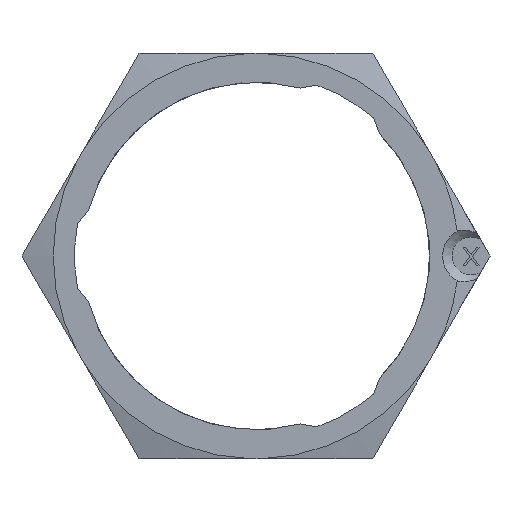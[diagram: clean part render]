
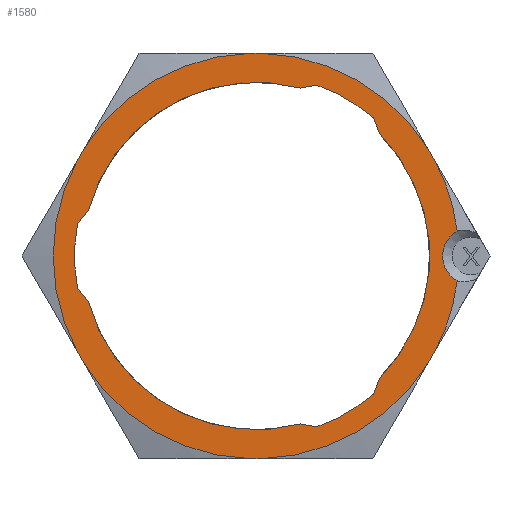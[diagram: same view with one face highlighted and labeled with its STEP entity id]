
A CAD part, left-side view. The second image highlights one B-rep face of the part: STEP entity #1580.
In plain terms, the highlighted planar face has unit normal (-1, 0, 0).
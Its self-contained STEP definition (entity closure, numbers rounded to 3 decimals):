
#1=DIRECTION('',(0.,0.5,-0.866));
#2=VECTOR('',#1,1.347);
#3=CARTESIAN_POINT('',(-3.175,-18.87,-10.117));
#4=LINE('',#3,#2);
#5=CARTESIAN_POINT('',(-3.175,0.,0.));
#6=DIRECTION('',(-1.,0.,0.));
#7=DIRECTION('',(0.,-0.031,-1.));
#8=AXIS2_PLACEMENT_3D('',#5,#6,#7);
#10=DIRECTION('',(0.,1.,0.));
#11=VECTOR('',#10,1.347);
#12=CARTESIAN_POINT('',(-3.175,-0.673,-21.4));
#13=LINE('',#12,#11);
#14=CARTESIAN_POINT('',(-3.175,0.,0.));
#15=DIRECTION('',(-1.,0.,0.));
#16=DIRECTION('',(0.,0.85,-0.527));
#17=AXIS2_PLACEMENT_3D('',#14,#15,#16);
#19=DIRECTION('',(0.,0.5,0.866));
#20=VECTOR('',#19,1.347);
#21=CARTESIAN_POINT('',(-3.175,18.196,-11.283));
#22=LINE('',#21,#20);
#23=DIRECTION('',(0.,-0.5,0.866));
#24=VECTOR('',#23,1.347);
#25=CARTESIAN_POINT('',(-3.175,18.87,10.117));
#26=LINE('',#25,#24);
#27=CARTESIAN_POINT('',(-3.175,0.,0.));
#28=DIRECTION('',(-1.,0.,0.));
#29=DIRECTION('',(0.,0.031,1.));
#30=AXIS2_PLACEMENT_3D('',#27,#28,#29);
#32=DIRECTION('',(0.,-1.,0.));
#33=VECTOR('',#32,1.347);
#34=CARTESIAN_POINT('',(-3.175,0.673,21.4));
#35=LINE('',#34,#33);
#36=CARTESIAN_POINT('',(-3.175,0.,0.));
#37=DIRECTION('',(-1.,0.,0.));
#38=DIRECTION('',(0.,-0.85,0.527));
#39=AXIS2_PLACEMENT_3D('',#36,#37,#38);
#41=DIRECTION('',(0.,-0.5,-0.866));
#42=VECTOR('',#41,1.347);
#43=CARTESIAN_POINT('',(-3.175,-18.196,11.283));
#44=LINE('',#43,#42);
#45=CARTESIAN_POINT('',(-3.175,0.,0.));
#46=DIRECTION('',(-1.,0.,0.));
#47=DIRECTION('',(0.,-0.336,-0.942));
#48=AXIS2_PLACEMENT_3D('',#45,#46,#47);
#50=DIRECTION('',(0.,-0.352,0.936));
#51=VECTOR('',#50,1.81);
#52=CARTESIAN_POINT('',(-3.175,-12.398,-14.595));
#53=LINE('',#52,#51);
#54=CARTESIAN_POINT('',(-3.175,0.,0.));
#55=DIRECTION('',(-1.,0.,0.));
#56=DIRECTION('',(0.,-0.711,-0.703));
#57=AXIS2_PLACEMENT_3D('',#54,#55,#56);
#59=DIRECTION('',(0.,0.352,0.936));
#60=VECTOR('',#59,1.81);
#61=CARTESIAN_POINT('',(-3.175,-13.036,12.9));
#62=LINE('',#61,#60);
#63=CARTESIAN_POINT('',(-3.175,0.,0.));
#64=DIRECTION('',(-1.,0.,0.));
#65=DIRECTION('',(0.,-0.647,0.762));
#66=AXIS2_PLACEMENT_3D('',#63,#64,#65);
#68=DIRECTION('',(0.,0.987,-0.163));
#69=VECTOR('',#68,1.81);
#70=CARTESIAN_POINT('',(-3.175,-6.44,18.035));
#71=LINE('',#70,#69);
#72=CARTESIAN_POINT('',(-3.175,0.,0.));
#73=DIRECTION('',(-1.,0.,0.));
#74=DIRECTION('',(0.,-0.254,0.967));
#75=AXIS2_PLACEMENT_3D('',#72,#73,#74);
#77=DIRECTION('',(0.,0.634,-0.773));
#78=VECTOR('',#77,1.81);
#79=CARTESIAN_POINT('',(-3.175,17.69,4.839));
#80=LINE('',#79,#78);
#81=CARTESIAN_POINT('',(-3.175,0.,0.));
#82=DIRECTION('',(-1.,0.,0.));
#83=DIRECTION('',(0.,0.984,0.18));
#84=AXIS2_PLACEMENT_3D('',#81,#82,#83);
#86=DIRECTION('',(0.,-0.634,-0.773));
#87=VECTOR('',#86,1.81);
#88=CARTESIAN_POINT('',(-3.175,18.839,-3.44));
#89=LINE('',#88,#87);
#90=CARTESIAN_POINT('',(-3.175,0.,0.));
#91=DIRECTION('',(-1.,0.,0.));
#92=DIRECTION('',(0.,0.965,-0.264));
#93=AXIS2_PLACEMENT_3D('',#90,#91,#92);
#95=DIRECTION('',(0.,-0.987,-0.163));
#96=VECTOR('',#95,1.81);
#97=CARTESIAN_POINT('',(-3.175,-4.654,-17.74));
#98=LINE('',#97,#96);
#99=CARTESIAN_POINT('',(-3.175,-22.711,0.));
#100=DIRECTION('',(1.,0.,0.));
#101=DIRECTION('',(0.,0.487,-0.873));
#102=AXIS2_PLACEMENT_3D('',#99,#100,#101);
#121=CARTESIAN_POINT('',(-3.175,-21.25,
-2.62));
#123=CARTESIAN_POINT('',(-3.175,0.,0.));
#124=DIRECTION('',(-1.,0.,0.));
#125=DIRECTION('',(0.,0.881,0.473));
#126=AXIS2_PLACEMENT_3D('',#123,#124,#125);
#128=CARTESIAN_POINT('',(-3.175,0.,0.));
#129=DIRECTION('',(-1.,0.,0.));
#130=DIRECTION('',(0.,-0.881,-0.473));
#131=AXIS2_PLACEMENT_3D('',#128,#129,#130);
#133=CARTESIAN_POINT('',(-3.175,-21.25,2.62));
#141=CARTESIAN_POINT('',(-3.175,0.,0.));
#142=DIRECTION('',(-1.,0.,0.));
#143=DIRECTION('',(0.,-0.992,0.122));
#144=AXIS2_PLACEMENT_3D('',#141,#142,#143);
#162=CARTESIAN_POINT('',(-3.175,18.87,10.117));
#304=CARTESIAN_POINT('',(-3.175,18.87,-10.117));
#1280=CARTESIAN_POINT('',(-3.175,18.196,-11.283));
#1281=CARTESIAN_POINT('',(-3.175,0.673,-21.4));
#1282=VERTEX_POINT('',#1280);
#1283=VERTEX_POINT('',#1281);
#1284=CARTESIAN_POINT('',(-3.175,-0.673,-21.4));
#1285=CARTESIAN_POINT('',(-3.175,-18.196,-11.283));
#1286=VERTEX_POINT('',#1284);
#1287=VERTEX_POINT('',#1285);
#1288=CARTESIAN_POINT('',(-3.175,-18.196,11.283));
#1289=CARTESIAN_POINT('',(-3.175,-0.673,21.4));
#1290=VERTEX_POINT('',#1288);
#1291=VERTEX_POINT('',#1289);
#1292=CARTESIAN_POINT('',(-3.175,0.673,21.4));
#1293=CARTESIAN_POINT('',(-3.175,18.196,11.283));
#1294=VERTEX_POINT('',#1292);
#1295=VERTEX_POINT('',#1293);
#1301=VERTEX_POINT('',#304);
#1302=VERTEX_POINT('',#162);
#1303=CARTESIAN_POINT('',(-3.175,-18.87,10.117));
#1304=VERTEX_POINT('',#1303);
#1305=CARTESIAN_POINT('',(-3.175,-18.87,-10.117));
#1306=VERTEX_POINT('',#1305);
#1340=VERTEX_POINT('',#121);
#1341=VERTEX_POINT('',#133);
#1391=CARTESIAN_POINT('',(-3.175,17.69,-4.839));
#1392=CARTESIAN_POINT('',(-3.175,-4.654,-17.74));
#1393=VERTEX_POINT('',#1391);
#1394=VERTEX_POINT('',#1392);
#1395=CARTESIAN_POINT('',(-3.175,-4.654,17.74));
#1396=CARTESIAN_POINT('',(-3.175,17.69,4.839));
#1397=VERTEX_POINT('',#1395);
#1398=VERTEX_POINT('',#1396);
#1399=CARTESIAN_POINT('',(-3.175,-13.036,-12.9));
#1400=CARTESIAN_POINT('',(-3.175,-13.036,12.9));
#1401=VERTEX_POINT('',#1399);
#1402=VERTEX_POINT('',#1400);
#1452=CARTESIAN_POINT('',(-3.175,18.839,-3.44));
#1454=VERTEX_POINT('',#1452);
#1456=CARTESIAN_POINT('',(-3.175,18.839,3.44));
#1458=VERTEX_POINT('',#1456);
#1476=CARTESIAN_POINT('',(-3.175,-6.44,-18.035));
#1478=VERTEX_POINT('',#1476);
#1480=CARTESIAN_POINT('',(-3.175,-12.398,-14.595));
#1482=VERTEX_POINT('',#1480);
#1500=CARTESIAN_POINT('',(-3.175,-6.44,18.035));
#1502=VERTEX_POINT('',#1500);
#1504=CARTESIAN_POINT('',(-3.175,-12.398,14.595));
#1506=VERTEX_POINT('',#1504);
#1519=CARTESIAN_POINT('',(-3.175,0.,0.));
#1520=DIRECTION('',(1.,0.,0.));
#1521=DIRECTION('',(0.,-1.,0.));
#1522=AXIS2_PLACEMENT_3D('',#1519,#1520,#1521);
#1523=PLANE('',#1522);
#1525=ORIENTED_EDGE('',*,*,#1524,.F.);
#1527=ORIENTED_EDGE('',*,*,#1526,.F.);
#1529=ORIENTED_EDGE('',*,*,#1528,.T.);
#1531=ORIENTED_EDGE('',*,*,#1530,.F.);
#1533=ORIENTED_EDGE('',*,*,#1532,.T.);
#1535=ORIENTED_EDGE('',*,*,#1534,.F.);
#1537=ORIENTED_EDGE('',*,*,#1536,.T.);
#1539=ORIENTED_EDGE('',*,*,#1538,.F.);
#1541=ORIENTED_EDGE('',*,*,#1540,.T.);
#1543=ORIENTED_EDGE('',*,*,#1542,.F.);
#1545=ORIENTED_EDGE('',*,*,#1544,.T.);
#1547=ORIENTED_EDGE('',*,*,#1546,.F.);
#1549=ORIENTED_EDGE('',*,*,#1548,.T.);
#1551=ORIENTED_EDGE('',*,*,#1550,.F.);
#1552=EDGE_LOOP('',(#1525,#1527,#1529,#1531,#1533,#1535,#1537,#1539,#1541,#1543,
#1545,#1547,#1549,#1551));
#1553=FACE_OUTER_BOUND('',#1552,.F.);
#1555=ORIENTED_EDGE('',*,*,#1554,.T.);
#1557=ORIENTED_EDGE('',*,*,#1556,.T.);
#1559=ORIENTED_EDGE('',*,*,#1558,.T.);
#1561=ORIENTED_EDGE('',*,*,#1560,.T.);
#1563=ORIENTED_EDGE('',*,*,#1562,.T.);
#1565=ORIENTED_EDGE('',*,*,#1564,.T.);
#1567=ORIENTED_EDGE('',*,*,#1566,.T.);
#1569=ORIENTED_EDGE('',*,*,#1568,.T.);
#1571=ORIENTED_EDGE('',*,*,#1570,.T.);
#1573=ORIENTED_EDGE('',*,*,#1572,.T.);
#1575=ORIENTED_EDGE('',*,*,#1574,.T.);
#1577=ORIENTED_EDGE('',*,*,#1576,.T.);
#1578=EDGE_LOOP('',(#1555,#1557,#1559,#1561,#1563,#1565,#1567,#1569,#1571,#1573,
#1575,#1577));
#1579=FACE_BOUND('',#1578,.F.);
#1580=ADVANCED_FACE('',(#1553,#1579),#1523,.F.);
#9=CIRCLE('',#8,21.411);
#18=CIRCLE('',#17,21.411);
#31=CIRCLE('',#30,21.411);
#40=CIRCLE('',#39,21.411);
#49=CIRCLE('',#48,19.15);
#58=CIRCLE('',#57,18.34);
#67=CIRCLE('',#66,19.15);
#76=CIRCLE('',#75,18.34);
#85=CIRCLE('',#84,19.15);
#94=CIRCLE('',#93,18.34);
#103=CIRCLE('',#102,3.);
#127=CIRCLE('',#126,21.411);
#132=CIRCLE('',#131,21.411);
#145=CIRCLE('',#144,21.411);
#1524=EDGE_CURVE('',#1340,#1341,#103,.T.);
#1526=EDGE_CURVE('',#1306,#1340,#132,.T.);
#1528=EDGE_CURVE('',#1306,#1287,#4,.T.);
#1530=EDGE_CURVE('',#1286,#1287,#9,.T.);
#1532=EDGE_CURVE('',#1286,#1283,#13,.T.);
#1534=EDGE_CURVE('',#1282,#1283,#18,.T.);
#1536=EDGE_CURVE('',#1282,#1301,#22,.T.);
#1538=EDGE_CURVE('',#1302,#1301,#127,.T.);
#1540=EDGE_CURVE('',#1302,#1295,#26,.T.);
#1542=EDGE_CURVE('',#1294,#1295,#31,.T.);
#1544=EDGE_CURVE('',#1294,#1291,#35,.T.);
#1546=EDGE_CURVE('',#1290,#1291,#40,.T.);
#1548=EDGE_CURVE('',#1290,#1304,#44,.T.);
#1550=EDGE_CURVE('',#1341,#1304,#145,.T.);
#1554=EDGE_CURVE('',#1478,#1482,#49,.T.);
#1556=EDGE_CURVE('',#1482,#1401,#53,.T.);
#1558=EDGE_CURVE('',#1401,#1402,#58,.T.);
#1560=EDGE_CURVE('',#1402,#1506,#62,.T.);
#1562=EDGE_CURVE('',#1506,#1502,#67,.T.);
#1564=EDGE_CURVE('',#1502,#1397,#71,.T.);
#1566=EDGE_CURVE('',#1397,#1398,#76,.T.);
#1568=EDGE_CURVE('',#1398,#1458,#80,.T.);
#1570=EDGE_CURVE('',#1458,#1454,#85,.T.);
#1572=EDGE_CURVE('',#1454,#1393,#89,.T.);
#1574=EDGE_CURVE('',#1393,#1394,#94,.T.);
#1576=EDGE_CURVE('',#1394,#1478,#98,.T.);
